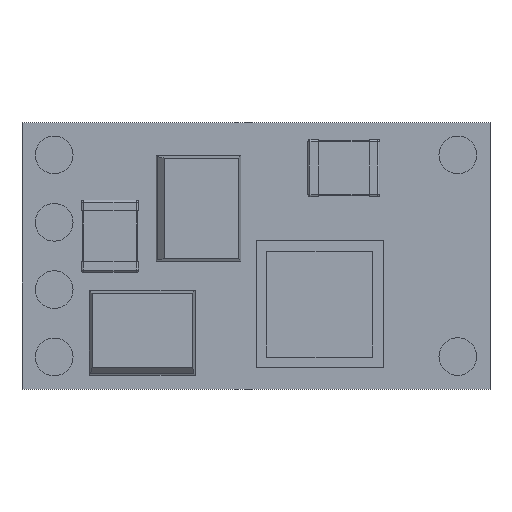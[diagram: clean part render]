
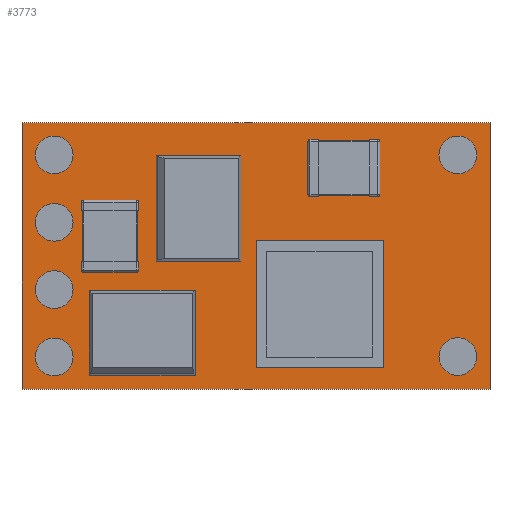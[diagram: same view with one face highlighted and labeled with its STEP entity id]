
A CAD part, top view. The second image highlights one B-rep face of the part: STEP entity #3773.
In plain terms, the highlighted planar face has unit normal (0, 0, 1).
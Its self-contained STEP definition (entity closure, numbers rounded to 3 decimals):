
#3641=CARTESIAN_POINT('',(-11.05,6.285,2.6));
#3642=VERTEX_POINT('',#3641);
#3649=CARTESIAN_POINT('',(11.05,6.285,2.6));
#3650=VERTEX_POINT('',#3649);
#3651=CARTESIAN_POINT('',(11.05,6.285,2.6));
#3652=DIRECTION('',(-1.0,0.0,0.0));
#3653=VECTOR('',#3652,22.1);
#3654=LINE('',#3651,#3653);
#3655=EDGE_CURVE('',#3650,#3642,#3654,.T.);
#3679=CARTESIAN_POINT('',(-11.05,-6.285,2.6));
#3680=VERTEX_POINT('',#3679);
#3687=CARTESIAN_POINT('',(-11.05,6.285,2.6));
#3688=DIRECTION('',(0.0,-1.0,0.0));
#3689=VECTOR('',#3688,12.57);
#3690=LINE('',#3687,#3689);
#3691=EDGE_CURVE('',#3642,#3680,#3690,.T.);
#3710=CARTESIAN_POINT('',(11.05,-6.285,2.6));
#3711=VERTEX_POINT('',#3710);
#3718=CARTESIAN_POINT('',(-11.05,-6.285,2.6));
#3719=DIRECTION('',(1.0,0.0,0.0));
#3720=VECTOR('',#3719,22.1);
#3721=LINE('',#3718,#3720);
#3722=EDGE_CURVE('',#3680,#3711,#3721,.T.);
#3740=CARTESIAN_POINT('',(11.05,-6.285,2.6));
#3741=DIRECTION('',(0.0,1.0,0.0));
#3742=VECTOR('',#3741,12.57);
#3743=LINE('',#3740,#3742);
#3744=EDGE_CURVE('',#3711,#3650,#3743,.T.);
#3762=CARTESIAN_POINT('',(0.,0.,2.6));
#3763=DIRECTION('',(0.0,0.0,1.0));
#3764=DIRECTION('',(1.0,0.0,0.0));
#3765=AXIS2_PLACEMENT_3D('',#3762,#3763,#3764);
#3766=PLANE('',#3765);
#3767=ORIENTED_EDGE('',*,*,#3744,.T.);
#3768=ORIENTED_EDGE('',*,*,#3655,.T.);
#3769=ORIENTED_EDGE('',*,*,#3691,.T.);
#3770=ORIENTED_EDGE('',*,*,#3722,.T.);
#3771=EDGE_LOOP('',(#3767,#3768,#3769,#3770));
#3772=FACE_OUTER_BOUND('',#3771,.T.);
#3773=ADVANCED_FACE('',(#3772),#3766,.T.);
